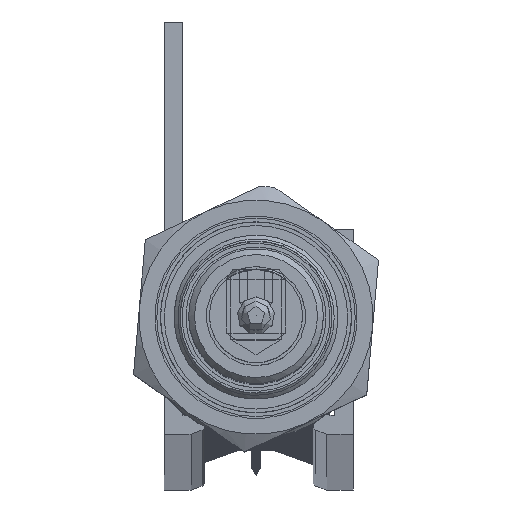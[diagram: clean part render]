
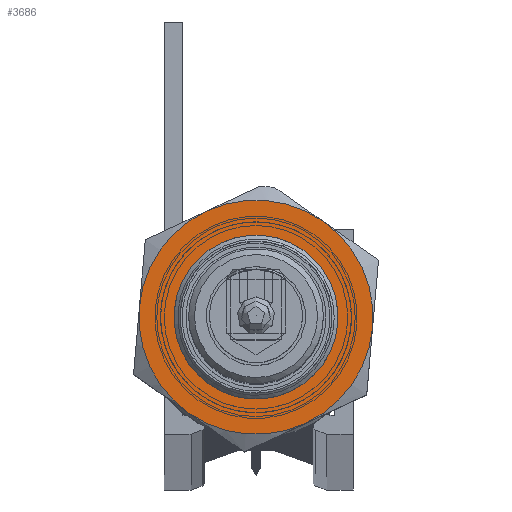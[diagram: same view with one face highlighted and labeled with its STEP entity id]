
A CAD part, top view. The second image highlights one B-rep face of the part: STEP entity #3686.
In plain terms, the highlighted face is planar.
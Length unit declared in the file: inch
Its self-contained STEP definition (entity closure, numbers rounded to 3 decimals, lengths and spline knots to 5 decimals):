
#1024=PLANE('',#4138);
#1164=FACE_BOUND('',#1650,.T.);
#1336=FACE_OUTER_BOUND('',#1649,.T.);
#1649=EDGE_LOOP('',(#3142,#3143,#3144,#3145,#3146,#3147));
#1650=EDGE_LOOP('',(#3148));
#1869=CIRCLE('',#4117,0.3125);
#1870=CIRCLE('',#4119,0.3125);
#1871=CIRCLE('',#4121,0.3125);
#1872=CIRCLE('',#4123,0.3125);
#1873=CIRCLE('',#4125,0.3125);
#1875=CIRCLE('',#4128,0.3125);
#1876=CIRCLE('',#4137,0.2025);
#2110=VERTEX_POINT('',#22153);
#2111=VERTEX_POINT('',#22157);
#2113=VERTEX_POINT('',#22164);
#2115=VERTEX_POINT('',#22174);
#2117=VERTEX_POINT('',#22187);
#2119=VERTEX_POINT('',#22197);
#2122=VERTEX_POINT('',#22228);
#2467=EDGE_CURVE('',#2110,#2111,#1869,.T.);
#2470=EDGE_CURVE('',#2113,#2110,#1870,.T.);
#2473=EDGE_CURVE('',#2115,#2113,#1871,.T.);
#2475=EDGE_CURVE('',#2117,#2115,#1872,.T.);
#2478=EDGE_CURVE('',#2119,#2117,#1873,.T.);
#2482=EDGE_CURVE('',#2111,#2119,#1875,.T.);
#2491=EDGE_CURVE('',#2122,#2122,#1876,.T.);
#3142=ORIENTED_EDGE('',*,*,#2482,.T.);
#3143=ORIENTED_EDGE('',*,*,#2478,.T.);
#3144=ORIENTED_EDGE('',*,*,#2475,.T.);
#3145=ORIENTED_EDGE('',*,*,#2473,.T.);
#3146=ORIENTED_EDGE('',*,*,#2470,.T.);
#3147=ORIENTED_EDGE('',*,*,#2467,.T.);
#3148=ORIENTED_EDGE('',*,*,#2491,.T.);
#3686=ADVANCED_FACE('',(#1336,#1164),#1024,.T.);
#4117=AXIS2_PLACEMENT_3D('',#22161,#4933,#4934);
#4119=AXIS2_PLACEMENT_3D('',#22171,#4937,#4938);
#4121=AXIS2_PLACEMENT_3D('',#22181,#4941,#4942);
#4123=AXIS2_PLACEMENT_3D('',#22188,#4945,#4946);
#4125=AXIS2_PLACEMENT_3D('',#22198,#4949,#4950);
#4128=AXIS2_PLACEMENT_3D('',#22209,#4955,#4956);
#4137=AXIS2_PLACEMENT_3D('',#22229,#4980,#4981);
#4138=AXIS2_PLACEMENT_3D('',#22230,#4982,#4983);
#4933=DIRECTION('center_axis',(-1.,0.,0.));
#4934=DIRECTION('ref_axis',(0.,1.,0.));
#4937=DIRECTION('center_axis',(-1.,0.,0.));
#4938=DIRECTION('ref_axis',(0.,1.,0.));
#4941=DIRECTION('center_axis',(-1.,0.,0.));
#4942=DIRECTION('ref_axis',(0.,1.,0.));
#4945=DIRECTION('center_axis',(-1.,0.,0.));
#4946=DIRECTION('ref_axis',(0.,1.,0.));
#4949=DIRECTION('center_axis',(-1.,0.,0.));
#4950=DIRECTION('ref_axis',(0.,1.,0.));
#4955=DIRECTION('center_axis',(-1.,0.,0.));
#4956=DIRECTION('ref_axis',(0.,1.,0.));
#4980=DIRECTION('center_axis',(1.,0.,0.));
#4981=DIRECTION('ref_axis',(0.,0.,-1.));
#4982=DIRECTION('center_axis',(-1.,0.,0.));
#4983=DIRECTION('ref_axis',(0.,0.,1.));
#22153=CARTESIAN_POINT('',(-0.29459,-0.15625,-0.27063));
#22157=CARTESIAN_POINT('',(-0.29459,-0.3125,0.));
#22161=CARTESIAN_POINT('Origin',(-0.29459,0.,0.));
#22164=CARTESIAN_POINT('',(-0.29459,0.15625,-0.27063));
#22171=CARTESIAN_POINT('Origin',(-0.29459,0.,0.));
#22174=CARTESIAN_POINT('',(-0.29459,0.3125,0.));
#22181=CARTESIAN_POINT('Origin',(-0.29459,0.,0.));
#22187=CARTESIAN_POINT('',(-0.29459,0.15625,0.27063));
#22188=CARTESIAN_POINT('Origin',(-0.29459,0.,0.));
#22197=CARTESIAN_POINT('',(-0.29459,-0.15625,0.27063));
#22198=CARTESIAN_POINT('Origin',(-0.29459,0.,0.));
#22209=CARTESIAN_POINT('Origin',(-0.29459,0.,0.));
#22228=CARTESIAN_POINT('',(-0.29459,0.2025,0.));
#22229=CARTESIAN_POINT('Origin',(-0.29459,0.,0.));
#22230=CARTESIAN_POINT('Origin',(-0.29459,0.49,0.));
